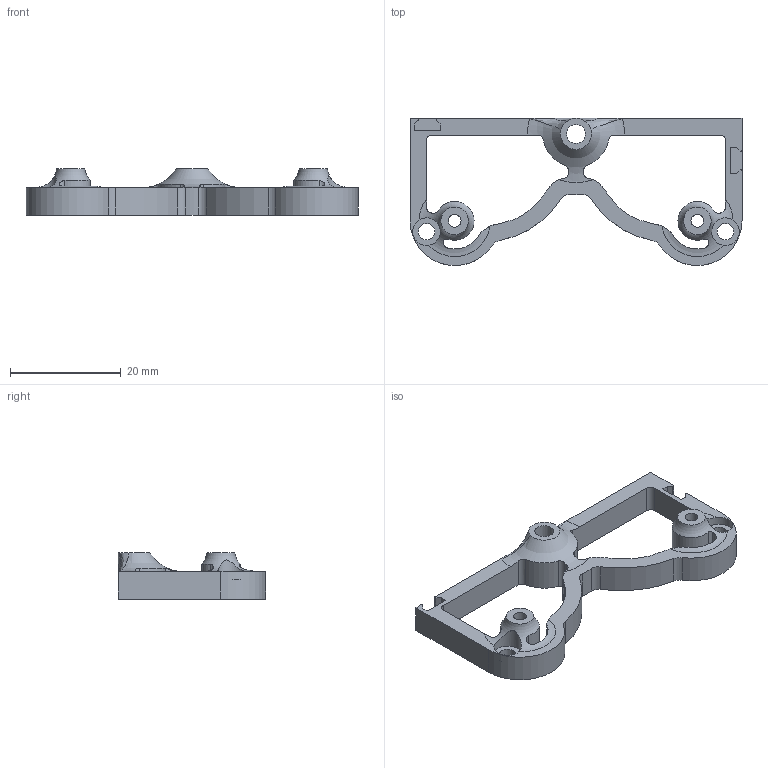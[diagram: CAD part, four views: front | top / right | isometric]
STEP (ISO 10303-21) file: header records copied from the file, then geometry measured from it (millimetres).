
FILE_DESCRIPTION(/* description */ (''),/* implementation_level */ '2;1');
FILE_NAME(/* name */ 'Head_board_adapt.step',/* time_stamp */ '2025-05-05T13:21:32+02:00',/* author */ (''),/* organization */ (''),/* preprocessor_version */ 'ST-DEVELOPER v20.1',/* originating_system */ 'Autodesk Translation Framework v14.4.0.0',/* authorisation */ '');
FILE_SCHEMA (('AUTOMOTIVE_DESIGN { 1 0 10303 214 3 1 1 }'));
Length unit declared in the file: millimetre
Products named in the file (1): Headtool_Adapter_EBB42
Bounding box: 60 x 26.59 x 8.38 mm (x, y, z)
Volume: 3272.8 mm3; surface area: 3544.6 mm2
Topology: 1 solids, 1 shells, 96 faces, 285 edges, 187 vertices
Faces by surface type: cylinder 60, plane 29, bspline 4, torus 3
Full cylindrical faces by diameter (mm): 2.3 x2, 3 x2, 3.4 x1, 5 x2
Entity records: 3663 total; most frequent: CARTESIAN_POINT 972, ORIENTED_EDGE 566, DIRECTION 564, EDGE_CURVE 283, AXIS2_PLACEMENT_3D 218, VERTEX_POINT 187, LINE 128, VECTOR 128
